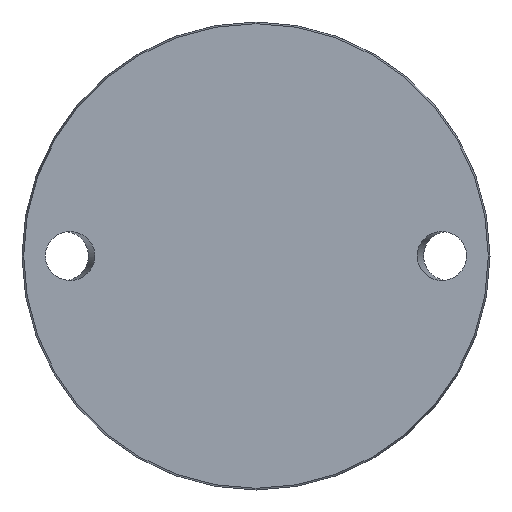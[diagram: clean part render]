
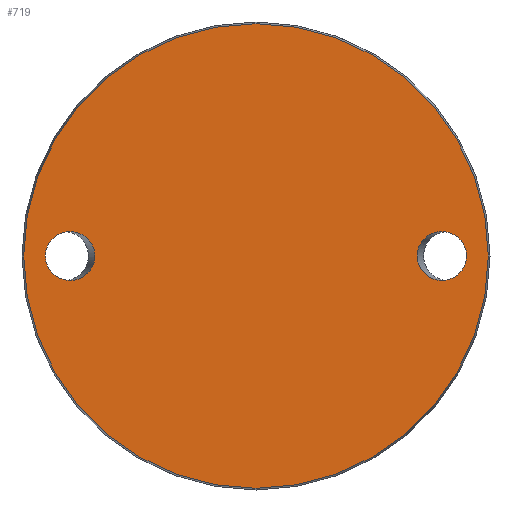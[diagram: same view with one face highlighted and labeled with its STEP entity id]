
A CAD part, front view. The second image highlights one B-rep face of the part: STEP entity #719.
In plain terms, the highlighted planar face has unit normal (0, -1, 0).
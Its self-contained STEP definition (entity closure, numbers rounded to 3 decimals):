
#16 = CARTESIAN_POINT ( 'NONE',  ( -71.115, 0., 0. ) ) ;
#74 = EDGE_CURVE ( 'NONE', #421, #421, #479, .T. ) ;
#106 = AXIS2_PLACEMENT_3D ( 'NONE', #997, #765, #831 ) ;
#129 = CARTESIAN_POINT ( 'NONE',  ( 54.385, 0., 16.5 ) ) ;
#130 = CARTESIAN_POINT ( 'NONE',  ( -71.115, 0., 0. ) ) ;
#137 = PLANE ( 'NONE',  #106 ) ;
#138 = CARTESIAN_POINT ( 'NONE',  ( 54.385, 0., 0. ) ) ;
#155 = FACE_BOUND ( 'NONE', #226, .T. ) ;
#176 = CARTESIAN_POINT ( 'NONE',  ( 0., 0., -78.425 ) ) ;
#181 = CARTESIAN_POINT ( 'NONE',  ( -71.115, 0., -16.5 ) ) ;
#209 = ORIENTED_EDGE ( 'NONE', *, *, #74, .T. ) ;
#216 = CARTESIAN_POINT ( 'NONE',  ( 71.115, 0., 0. ) ) ;
#217 = VERTEX_POINT ( 'NONE', #130 ) ;
#226 = EDGE_LOOP ( 'NONE', ( #966 ) ) ;
#244 = ORIENTED_EDGE ( 'NONE', *, *, #257, .F. ) ;
#247 = CARTESIAN_POINT ( 'NONE',  ( -71.115, 0., 16.5 ) ) ;
#257 = EDGE_CURVE ( 'NONE', #813, #813, #792, .T. ) ;
#263 = CARTESIAN_POINT ( 'NONE',  ( -71.115, 0., 0. ) ) ;
#283 = DIRECTION ( 'NONE',  ( 0., 0., -1. ) ) ;
#421 = VERTEX_POINT ( 'NONE', #176 ) ;
#441 = CARTESIAN_POINT ( 'NONE',  ( 54.385, 0., -16.5 ) ) ;
#445 = AXIS2_PLACEMENT_3D ( 'NONE', #454, #972, #283 ) ;
#454 = CARTESIAN_POINT ( 'NONE',  ( 0., 0., 0. ) ) ;
#459 =( BOUNDED_CURVE ( )  B_SPLINE_CURVE ( 3, ( #16, #247, #876, #800, #959, #181, #263 ),
 .UNSPECIFIED., .T., .T. ) 
 B_SPLINE_CURVE_WITH_KNOTS ( ( 4, 3, 4 ),
 ( 0., 3.142, 6.283 ),
 .UNSPECIFIED. ) 
 CURVE ( )  GEOMETRIC_REPRESENTATION_ITEM ( )  RATIONAL_B_SPLINE_CURVE ( ( 1., 0.333, 0.333, 1., 0.333, 0.333, 1. ) ) 
 REPRESENTATION_ITEM ( '' )  );
#479 = CIRCLE ( 'NONE', #445, 78.425 ) ;
#505 = EDGE_LOOP ( 'NONE', ( #244 ) ) ;
#669 = CARTESIAN_POINT ( 'NONE',  ( 54.385, 0., 0. ) ) ;
#719 = ADVANCED_FACE ( 'NONE', ( #155, #849, #992 ), #137, .F. ) ;
#765 = DIRECTION ( 'NONE',  ( 0., 1., 0. ) ) ;
#792 =( BOUNDED_CURVE ( )  B_SPLINE_CURVE ( 3, ( #669, #441, #834, #216, #976, #129, #138 ),
 .UNSPECIFIED., .T., .T. ) 
 B_SPLINE_CURVE_WITH_KNOTS ( ( 4, 3, 4 ),
 ( 0., 3.142, 6.283 ),
 .UNSPECIFIED. ) 
 CURVE ( )  GEOMETRIC_REPRESENTATION_ITEM ( )  RATIONAL_B_SPLINE_CURVE ( ( 1., 0.333, 0.333, 1., 0.333, 0.333, 1. ) ) 
 REPRESENTATION_ITEM ( '' )  );
#800 = CARTESIAN_POINT ( 'NONE',  ( -54.385, 0., 0. ) ) ;
#813 = VERTEX_POINT ( 'NONE', #957 ) ;
#831 = DIRECTION ( 'NONE',  ( 0., 0., 1. ) ) ;
#834 = CARTESIAN_POINT ( 'NONE',  ( 71.115, 0., -16.5 ) ) ;
#849 = FACE_BOUND ( 'NONE', #505, .T. ) ;
#866 = EDGE_LOOP ( 'NONE', ( #209 ) ) ;
#876 = CARTESIAN_POINT ( 'NONE',  ( -54.385, 0., 16.5 ) ) ;
#939 = EDGE_CURVE ( 'NONE', #217, #217, #459, .T. ) ;
#957 = CARTESIAN_POINT ( 'NONE',  ( 54.385, 0., 0. ) ) ;
#959 = CARTESIAN_POINT ( 'NONE',  ( -54.385, 0., -16.5 ) ) ;
#966 = ORIENTED_EDGE ( 'NONE', *, *, #939, .T. ) ;
#972 = DIRECTION ( 'NONE',  ( 0., -1., 0. ) ) ;
#976 = CARTESIAN_POINT ( 'NONE',  ( 71.115, 0., 16.5 ) ) ;
#992 = FACE_OUTER_BOUND ( 'NONE', #866, .T. ) ;
#997 = CARTESIAN_POINT ( 'NONE',  ( -78.425, 0., 0. ) ) ;
